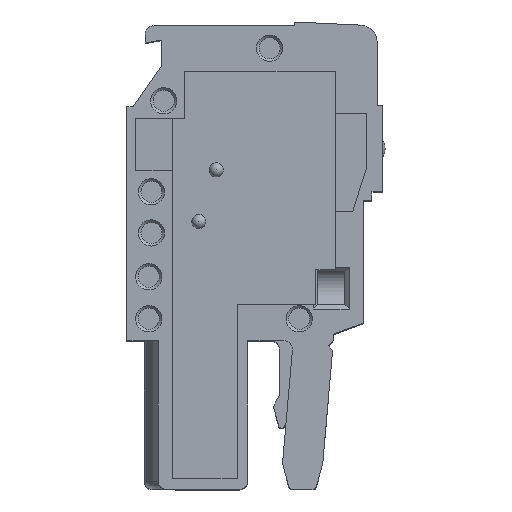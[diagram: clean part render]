
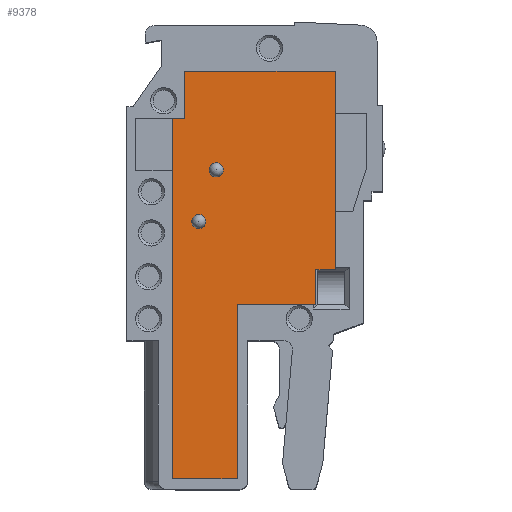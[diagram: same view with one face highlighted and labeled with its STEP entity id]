
A CAD part, top view. The second image highlights one B-rep face of the part: STEP entity #9378.
In plain terms, the highlighted planar face has unit normal (0, 0, 1).
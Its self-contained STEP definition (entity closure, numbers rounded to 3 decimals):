
#267=CIRCLE('',#9917,0.403);
#302=CIRCLE('',#10058,0.403);
#2140=ORIENTED_EDGE('',*,*,#3676,.F.);
#2141=ORIENTED_EDGE('',*,*,#3661,.T.);
#2142=ORIENTED_EDGE('',*,*,#3613,.T.);
#2143=ORIENTED_EDGE('',*,*,#3619,.T.);
#2144=ORIENTED_EDGE('',*,*,#3622,.T.);
#2145=ORIENTED_EDGE('',*,*,#3625,.T.);
#2146=ORIENTED_EDGE('',*,*,#3948,.T.);
#2147=ORIENTED_EDGE('',*,*,#3949,.T.);
#2148=ORIENTED_EDGE('',*,*,#3689,.T.);
#2149=ORIENTED_EDGE('',*,*,#3646,.T.);
#2150=ORIENTED_EDGE('',*,*,#3692,.T.);
#2151=ORIENTED_EDGE('',*,*,#3628,.T.);
#2152=ORIENTED_EDGE('',*,*,#3632,.T.);
#2153=ORIENTED_EDGE('',*,*,#3637,.T.);
#2154=ORIENTED_EDGE('',*,*,#3950,.F.);
#3613=EDGE_CURVE('',#4708,#4709,#5692,.T.);
#3619=EDGE_CURVE('',#4709,#4713,#5698,.T.);
#3622=EDGE_CURVE('',#4713,#4715,#5701,.T.);
#3625=EDGE_CURVE('',#4715,#4717,#5704,.T.);
#3628=EDGE_CURVE('',#4721,#4720,#5707,.T.);
#3632=EDGE_CURVE('',#4720,#4723,#5711,.T.);
#3637=EDGE_CURVE('',#4723,#4727,#5716,.T.);
#3646=EDGE_CURVE('',#4735,#4733,#5725,.T.);
#3661=EDGE_CURVE('',#4727,#4708,#5740,.T.);
#3676=EDGE_CURVE('',#4756,#4756,#267,.T.);
#3689=EDGE_CURVE('',#4765,#4735,#5754,.T.);
#3692=EDGE_CURVE('',#4733,#4721,#5757,.T.);
#3948=EDGE_CURVE('',#4717,#4939,#5975,.T.);
#3949=EDGE_CURVE('',#4939,#4765,#5976,.T.);
#3950=EDGE_CURVE('',#4940,#4940,#302,.T.);
#4708=VERTEX_POINT('',#14293);
#4709=VERTEX_POINT('',#14294);
#4713=VERTEX_POINT('',#14304);
#4715=VERTEX_POINT('',#14310);
#4717=VERTEX_POINT('',#14316);
#4720=VERTEX_POINT('',#14323);
#4721=VERTEX_POINT('',#14325);
#4723=VERTEX_POINT('',#14331);
#4727=VERTEX_POINT('',#14341);
#4733=VERTEX_POINT('',#14356);
#4735=VERTEX_POINT('',#14362);
#4756=VERTEX_POINT('',#14432);
#4765=VERTEX_POINT('',#14460);
#4939=VERTEX_POINT('',#14989);
#4940=VERTEX_POINT('',#14992);
#5692=LINE('',#14292,#6780);
#5698=LINE('',#14305,#6786);
#5701=LINE('',#14311,#6789);
#5704=LINE('',#14317,#6792);
#5707=LINE('',#14324,#6795);
#5711=LINE('',#14332,#6799);
#5716=LINE('',#14342,#6804);
#5725=LINE('',#14361,#6813);
#5740=LINE('',#14390,#6828);
#5754=LINE('',#14459,#6842);
#5757=LINE('',#14465,#6845);
#5975=LINE('',#14988,#7063);
#5976=LINE('',#14990,#7064);
#6780=VECTOR('',#11502,1000.);
#6786=VECTOR('',#11510,1000.);
#6789=VECTOR('',#11515,1000.);
#6792=VECTOR('',#11520,1000.);
#6795=VECTOR('',#11525,1000.);
#6799=VECTOR('',#11531,1000.);
#6804=VECTOR('',#11538,1000.);
#6813=VECTOR('',#11553,1000.);
#6828=VECTOR('',#11580,1000.);
#6842=VECTOR('',#11660,1000.);
#6845=VECTOR('',#11665,1000.);
#7063=VECTOR('',#12149,1000.);
#7064=VECTOR('',#12150,1000.);
#7765=EDGE_LOOP('',(#2140));
#7766=EDGE_LOOP('',(#2141,#2142,#2143,#2144,#2145,#2146,#2147,#2148,#2149,
#2150,#2151,#2152,#2153));
#7767=EDGE_LOOP('',(#2154));
#8419=FACE_BOUND('',#7765,.T.);
#8420=FACE_BOUND('',#7766,.T.);
#8421=FACE_BOUND('',#7767,.T.);
#8901=PLANE('',#10057);
#9378=ADVANCED_FACE('',(#8419,#8420,#8421),#8901,.T.);
#9917=AXIS2_PLACEMENT_3D('',#14431,#11634,#11635);
#10057=AXIS2_PLACEMENT_3D('',#14987,#12147,#12148);
#10058=AXIS2_PLACEMENT_3D('',#14991,#12151,#12152);
#11502=DIRECTION('',(0.,-1.,0.));
#11510=DIRECTION('',(1.,0.,0.));
#11515=DIRECTION('',(0.,1.,0.));
#11520=DIRECTION('',(1.,0.,0.));
#11525=DIRECTION('',(-1.,0.,0.));
#11531=DIRECTION('',(0.,-1.,0.));
#11538=DIRECTION('',(-1.,0.,0.));
#11553=DIRECTION('',(0.,1.,0.));
#11580=DIRECTION('',(0.,-1.,0.));
#11634=DIRECTION('',(0.,0.,1.));
#11635=DIRECTION('',(1.,0.,0.));
#11660=DIRECTION('',(0.,1.,0.));
#11665=DIRECTION('',(0.,1.,0.));
#12147=DIRECTION('',(0.,0.,1.));
#12148=DIRECTION('',(1.,0.,0.));
#12149=DIRECTION('',(0.,1.,0.));
#12150=DIRECTION('',(1.,0.,0.));
#12151=DIRECTION('',(0.,0.,1.));
#12152=DIRECTION('',(1.,0.,0.));
#14292=CARTESIAN_POINT('',(-16.533,18.2,-0.15));
#14293=CARTESIAN_POINT('',(-16.533,18.2,-0.15));
#14294=CARTESIAN_POINT('',(-16.533,0.6,-0.15));
#14304=CARTESIAN_POINT('',(-12.833,0.6,-0.15));
#14305=CARTESIAN_POINT('',(-16.533,0.6,-0.15));
#14310=CARTESIAN_POINT('',(-12.833,10.55,-0.15));
#14311=CARTESIAN_POINT('',(-12.833,0.6,-0.15));
#14316=CARTESIAN_POINT('',(-8.333,10.55,-0.15));
#14317=CARTESIAN_POINT('',(-12.833,10.55,-0.15));
#14323=CARTESIAN_POINT('',(-15.833,23.9,-0.15));
#14324=CARTESIAN_POINT('',(-7.233,23.9,-0.15));
#14325=CARTESIAN_POINT('',(-7.233,23.9,-0.15));
#14331=CARTESIAN_POINT('',(-15.833,21.2,-0.15));
#14332=CARTESIAN_POINT('',(-15.833,23.9,-0.15));
#14341=CARTESIAN_POINT('',(-16.533,21.2,-0.15));
#14342=CARTESIAN_POINT('',(-15.833,21.2,-0.15));
#14356=CARTESIAN_POINT('',(-7.233,21.45,-0.15));
#14361=CARTESIAN_POINT('',(-7.233,12.55,-0.15));
#14362=CARTESIAN_POINT('',(-7.233,15.9,-0.15));
#14390=CARTESIAN_POINT('',(-16.533,18.2,-0.15));
#14431=CARTESIAN_POINT('',(-14.03,18.25,-0.15));
#14432=CARTESIAN_POINT('',(-13.627,18.25,-0.15));
#14459=CARTESIAN_POINT('',(-7.233,12.55,-0.15));
#14460=CARTESIAN_POINT('',(-7.233,12.55,-0.15));
#14465=CARTESIAN_POINT('',(-7.233,12.55,-0.15));
#14987=CARTESIAN_POINT('',(-16.533,0.6,-0.15));
#14988=CARTESIAN_POINT('',(-8.333,10.55,-0.15));
#14989=CARTESIAN_POINT('',(-8.333,12.55,-0.15));
#14990=CARTESIAN_POINT('',(-8.333,12.55,-0.15));
#14991=CARTESIAN_POINT('',(-15.03,15.3,-0.15));
#14992=CARTESIAN_POINT('',(-14.627,15.3,-0.15));
